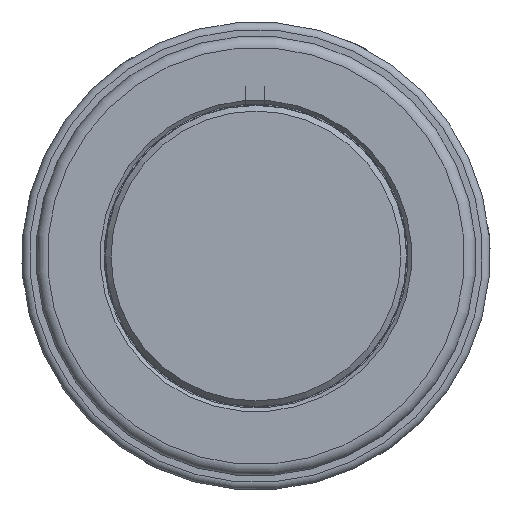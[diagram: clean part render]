
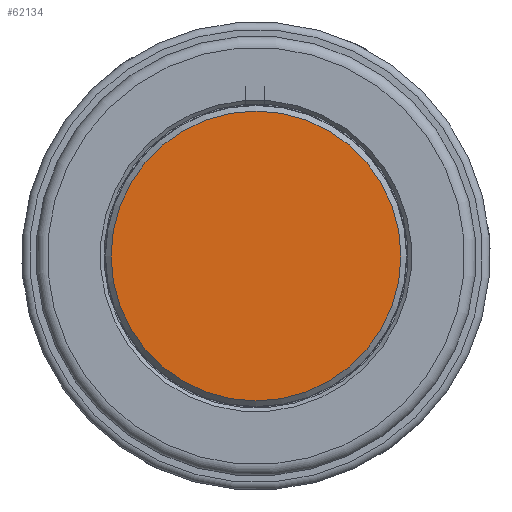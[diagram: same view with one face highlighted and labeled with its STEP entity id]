
A CAD part, left-side view. The second image highlights one B-rep face of the part: STEP entity #62134.
In plain terms, the highlighted planar face has unit normal (-1, 0, 0).
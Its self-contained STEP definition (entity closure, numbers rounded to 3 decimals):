
#62111=CARTESIAN_POINT('',(0.,7.675,0.));
#62112=VERTEX_POINT('',#62111);
#62113=CARTESIAN_POINT('',(0.,0.0,0.0));
#62114=DIRECTION('',(1.0,0.0,0.0));
#62115=DIRECTION('',(0.0,-1.0,0.0));
#62116=AXIS2_PLACEMENT_3D('',#62113,#62114,#62115);
#62117=CIRCLE('',#62116,7.675);
#62118=EDGE_CURVE('',#62112,#62112,#62117,.T.);
#62126=CARTESIAN_POINT('',(0.,6.988,0.0));
#62127=DIRECTION('',(-1.0,0.0,0.0));
#62128=DIRECTION('',(0.0,0.0,1.0));
#62129=AXIS2_PLACEMENT_3D('',#62126,#62127,#62128);
#62130=PLANE('',#62129);
#62131=ORIENTED_EDGE('',*,*,#62118,.F.);
#62132=EDGE_LOOP('',(#62131));
#62133=FACE_OUTER_BOUND('',#62132,.T.);
#62134=ADVANCED_FACE('',(#62133),#62130,.T.);
